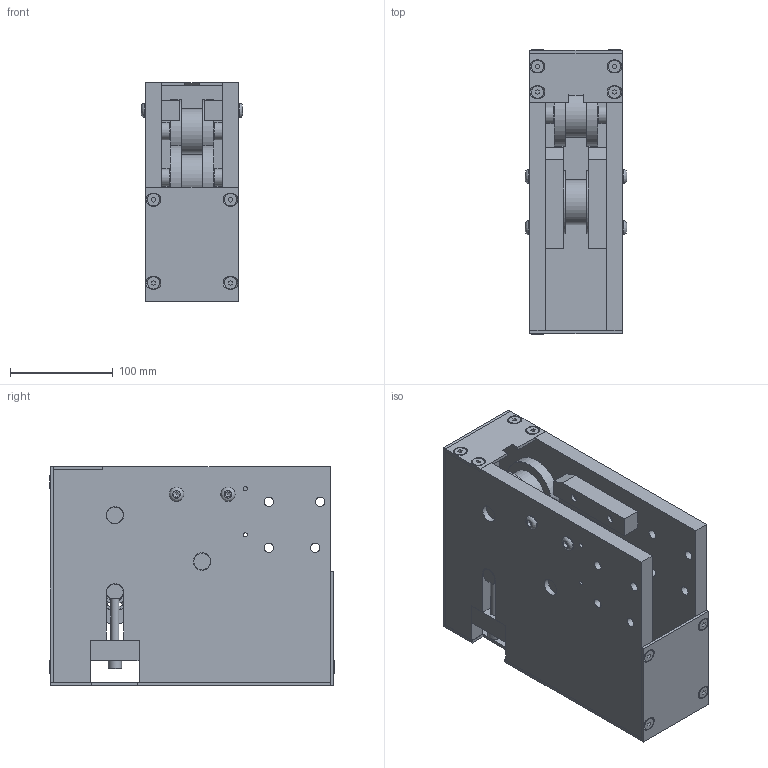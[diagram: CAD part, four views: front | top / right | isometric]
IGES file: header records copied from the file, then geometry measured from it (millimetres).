
Global section: file name: 939920.stp.ipt; native system: Autodesk Inventor 2014; preprocessor: unknown; author: zeman; date: 20151016.131740; units: millimetre
Bounding box: 98.8 x 276.64 x 213.42 mm (x, y, z)
Volume: 2121060.6 mm3; surface area: 526411.8 mm2
Topology: 48 solids, 48 shells, 931 faces, 2601 edges, 1732 vertices
Faces by surface type: plane 426, revolution 287, cylinder 94, cone 54, sphere 48, bspline 22
Full cylindrical faces by diameter (mm): 6 x20, 8 x6, 10 x4, 12 x16, 13 x2, 14 x4, 16.2 x6, 17 x9, 22.76 x12, 35 x6, 44 x3, 61.5 x6
